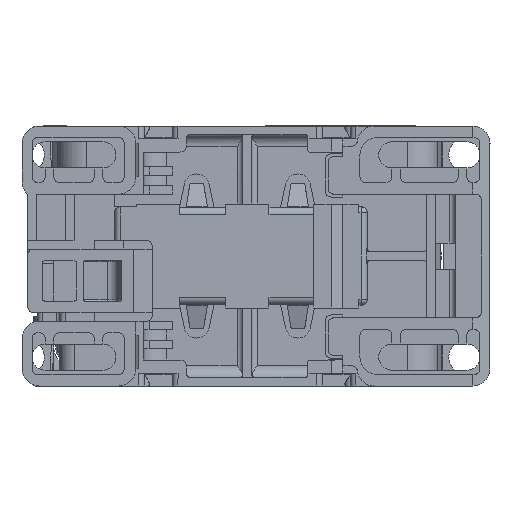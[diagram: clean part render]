
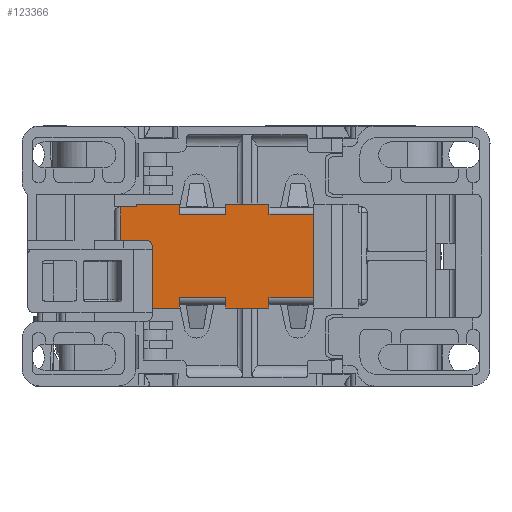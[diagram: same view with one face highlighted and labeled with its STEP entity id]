
A CAD part, front view. The second image highlights one B-rep face of the part: STEP entity #123366.
In plain terms, the highlighted planar face has unit normal (0, 1, 0).
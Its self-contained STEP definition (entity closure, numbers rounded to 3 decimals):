
#105649=DIRECTION('',(0.,0.,-1.));
#105650=VECTOR('',#105649,0.5);
#105651=CARTESIAN_POINT('',(43.935,-72.508,
-82.289));
#105652=LINE('',#105651,#105650);
#105656=CARTESIAN_POINT('',(45.735,-72.508,
-89.589));
#105657=DIRECTION('',(0.,1.,0.));
#105658=DIRECTION('',(0.,0.,1.));
#105659=AXIS2_PLACEMENT_3D('',#105656,#105657,#105658);
#105664=DIRECTION('',(1.,0.,0.));
#105665=VECTOR('',#105664,4.7);
#105666=CARTESIAN_POINT('',(46.735,-72.508,
-100.289));
#105667=LINE('',#105666,#105665);
#105671=DIRECTION('',(0.,0.,1.));
#105672=VECTOR('',#105671,1.75);
#105673=CARTESIAN_POINT('',(51.435,-72.508,
-100.289));
#105674=LINE('',#105673,#105672);
#105678=DIRECTION('',(0.,0.,-1.));
#105679=VECTOR('',#105678,1.75);
#105680=CARTESIAN_POINT('',(59.435,-72.508,
-98.539));
#105681=LINE('',#105680,#105679);
#105685=DIRECTION('',(0.,0.,1.));
#105686=VECTOR('',#105685,14.5);
#105687=CARTESIAN_POINT('',(74.685,-72.508,
-98.539));
#105688=LINE('',#105687,#105686);
#105692=DIRECTION('',(0.,0.,1.));
#105693=VECTOR('',#105692,1.75);
#105694=CARTESIAN_POINT('',(66.935,-72.508,
-84.039));
#105695=LINE('',#105694,#105693);
#105699=DIRECTION('',(-1.,0.,0.));
#105700=VECTOR('',#105699,7.5);
#105701=CARTESIAN_POINT('',(66.935,-72.508,
-82.289));
#105702=LINE('',#105701,#105700);
#105706=DIRECTION('',(0.,0.,1.));
#105707=VECTOR('',#105706,1.75);
#105708=CARTESIAN_POINT('',(51.435,-72.508,
-84.039));
#105709=LINE('',#105708,#105707);
#105713=DIRECTION('',(-1.,0.,0.));
#105714=VECTOR('',#105713,7.5);
#105715=CARTESIAN_POINT('',(51.435,-72.508,
-82.289));
#105716=LINE('',#105715,#105714);
#111516=DIRECTION('',(-1.,0.,0.));
#111517=VECTOR('',#111516,7.5);
#111518=CARTESIAN_POINT('',(66.935,-72.508,
-100.289));
#111519=LINE('',#111518,#111517);
#112115=DIRECTION('',(0.,0.,1.));
#112116=VECTOR('',#112115,10.7);
#112117=CARTESIAN_POINT('',(46.735,-72.508,
-100.289));
#112118=LINE('',#112117,#112116);
#112470=DIRECTION('',(-1.,0.,0.));
#112471=VECTOR('',#112470,8.);
#112472=CARTESIAN_POINT('',(59.435,-72.508,
-98.539));
#112473=LINE('',#112472,#112471);
#112635=DIRECTION('',(-1.,0.,0.));
#112636=VECTOR('',#112635,4.55);
#112637=CARTESIAN_POINT('',(45.735,-72.508,
-88.589));
#112638=LINE('',#112637,#112636);
#113662=DIRECTION('',(0.,0.,1.));
#113663=VECTOR('',#113662,5.8);
#113664=CARTESIAN_POINT('',(41.185,-72.508,
-88.589));
#113665=LINE('',#113664,#113663);
#113697=DIRECTION('',(1.,0.,0.));
#113698=VECTOR('',#113697,2.75);
#113699=CARTESIAN_POINT('',(41.185,-72.508,
-82.789));
#113700=LINE('',#113699,#113698);
#117399=DIRECTION('',(0.,0.,-1.));
#117400=VECTOR('',#117399,1.75);
#117401=CARTESIAN_POINT('',(66.935,-72.508,
-98.539));
#117402=LINE('',#117401,#117400);
#117427=DIRECTION('',(-1.,0.,0.));
#117428=VECTOR('',#117427,7.75);
#117429=CARTESIAN_POINT('',(74.685,-72.508,
-98.539));
#117430=LINE('',#117429,#117428);
#118183=DIRECTION('',(1.,0.,0.));
#118184=VECTOR('',#118183,7.75);
#118185=CARTESIAN_POINT('',(66.935,-72.508,
-84.039));
#118186=LINE('',#118185,#118184);
#120055=DIRECTION('',(0.,0.,1.));
#120056=VECTOR('',#120055,1.75);
#120057=CARTESIAN_POINT('',(59.435,-72.508,
-84.039));
#120058=LINE('',#120057,#120056);
#120076=DIRECTION('',(1.,0.,0.));
#120077=VECTOR('',#120076,8.);
#120078=CARTESIAN_POINT('',(51.435,-72.508,
-84.039));
#120079=LINE('',#120078,#120077);
#120582=CARTESIAN_POINT('',(66.935,-72.508,
-84.039));
#120583=CARTESIAN_POINT('',(66.935,-72.508,
-82.289));
#120584=VERTEX_POINT('',#120582);
#120585=VERTEX_POINT('',#120583);
#120588=CARTESIAN_POINT('',(43.935,-72.508,
-82.289));
#120589=CARTESIAN_POINT('',(43.935,-72.508,
-82.789));
#120590=VERTEX_POINT('',#120588);
#120591=VERTEX_POINT('',#120589);
#120592=CARTESIAN_POINT('',(41.185,-72.508,
-82.789));
#120593=VERTEX_POINT('',#120592);
#120594=CARTESIAN_POINT('',(41.185,-72.508,
-88.589));
#120595=VERTEX_POINT('',#120594);
#120596=CARTESIAN_POINT('',(45.735,-72.508,
-88.589));
#120597=VERTEX_POINT('',#120596);
#120598=CARTESIAN_POINT('',(46.735,-72.508,
-89.589));
#120599=VERTEX_POINT('',#120598);
#120600=CARTESIAN_POINT('',(46.735,-72.508,
-100.289));
#120601=VERTEX_POINT('',#120600);
#120602=CARTESIAN_POINT('',(51.435,-72.508,
-100.289));
#120603=VERTEX_POINT('',#120602);
#120604=CARTESIAN_POINT('',(51.435,-72.508,
-98.539));
#120605=VERTEX_POINT('',#120604);
#120606=CARTESIAN_POINT('',(59.435,-72.508,
-98.539));
#120607=VERTEX_POINT('',#120606);
#120608=CARTESIAN_POINT('',(59.435,-72.508,
-100.289));
#120609=VERTEX_POINT('',#120608);
#120610=CARTESIAN_POINT('',(66.935,-72.508,
-100.289));
#120611=VERTEX_POINT('',#120610);
#120612=CARTESIAN_POINT('',(66.935,-72.508,
-98.539));
#120613=VERTEX_POINT('',#120612);
#120614=CARTESIAN_POINT('',(74.685,-72.508,
-98.539));
#120615=VERTEX_POINT('',#120614);
#120616=CARTESIAN_POINT('',(74.685,-72.508,
-84.039));
#120617=VERTEX_POINT('',#120616);
#120618=CARTESIAN_POINT('',(59.435,-72.508,
-82.289));
#120619=VERTEX_POINT('',#120618);
#120620=CARTESIAN_POINT('',(59.435,-72.508,
-84.039));
#120621=VERTEX_POINT('',#120620);
#120622=CARTESIAN_POINT('',(51.435,-72.508,
-84.039));
#120623=VERTEX_POINT('',#120622);
#120624=CARTESIAN_POINT('',(51.435,-72.508,
-82.289));
#120625=VERTEX_POINT('',#120624);
#123318=CARTESIAN_POINT('',(57.935,-72.508,
-91.289));
#123319=DIRECTION('',(0.,1.,0.));
#123320=DIRECTION('',(0.,0.,1.));
#123321=AXIS2_PLACEMENT_3D('',#123318,#123319,#123320);
#123322=PLANE('',#123321);
#123324=ORIENTED_EDGE('',*,*,#123323,.T.);
#123326=ORIENTED_EDGE('',*,*,#123325,.F.);
#123328=ORIENTED_EDGE('',*,*,#123327,.F.);
#123330=ORIENTED_EDGE('',*,*,#123329,.F.);
#123332=ORIENTED_EDGE('',*,*,#123331,.T.);
#123334=ORIENTED_EDGE('',*,*,#123333,.F.);
#123336=ORIENTED_EDGE('',*,*,#123335,.T.);
#123338=ORIENTED_EDGE('',*,*,#123337,.T.);
#123340=ORIENTED_EDGE('',*,*,#123339,.F.);
#123342=ORIENTED_EDGE('',*,*,#123341,.T.);
#123344=ORIENTED_EDGE('',*,*,#123343,.F.);
#123346=ORIENTED_EDGE('',*,*,#123345,.F.);
#123348=ORIENTED_EDGE('',*,*,#123347,.F.);
#123350=ORIENTED_EDGE('',*,*,#123349,.T.);
#123352=ORIENTED_EDGE('',*,*,#123351,.F.);
#123353=ORIENTED_EDGE('',*,*,#123299,.T.);
#123355=ORIENTED_EDGE('',*,*,#123354,.T.);
#123357=ORIENTED_EDGE('',*,*,#123356,.F.);
#123359=ORIENTED_EDGE('',*,*,#123358,.F.);
#123361=ORIENTED_EDGE('',*,*,#123360,.T.);
#123363=ORIENTED_EDGE('',*,*,#123362,.T.);
#123364=EDGE_LOOP('',(#123324,#123326,#123328,#123330,#123332,#123334,#123336,
#123338,#123340,#123342,#123344,#123346,#123348,#123350,#123352,#123353,#123355,
#123357,#123359,#123361,#123363));
#123365=FACE_OUTER_BOUND('',#123364,.F.);
#105660=CIRCLE('',#105659,1.);
#123299=EDGE_CURVE('',#120584,#120585,#105695,.T.);
#123323=EDGE_CURVE('',#120590,#120591,#105652,.T.);
#123325=EDGE_CURVE('',#120593,#120591,#113700,.T.);
#123327=EDGE_CURVE('',#120595,#120593,#113665,.T.);
#123329=EDGE_CURVE('',#120597,#120595,#112638,.T.);
#123331=EDGE_CURVE('',#120597,#120599,#105660,.T.);
#123333=EDGE_CURVE('',#120601,#120599,#112118,.T.);
#123335=EDGE_CURVE('',#120601,#120603,#105667,.T.);
#123337=EDGE_CURVE('',#120603,#120605,#105674,.T.);
#123339=EDGE_CURVE('',#120607,#120605,#112473,.T.);
#123341=EDGE_CURVE('',#120607,#120609,#105681,.T.);
#123343=EDGE_CURVE('',#120611,#120609,#111519,.T.);
#123345=EDGE_CURVE('',#120613,#120611,#117402,.T.);
#123347=EDGE_CURVE('',#120615,#120613,#117430,.T.);
#123349=EDGE_CURVE('',#120615,#120617,#105688,.T.);
#123351=EDGE_CURVE('',#120584,#120617,#118186,.T.);
#123354=EDGE_CURVE('',#120585,#120619,#105702,.T.);
#123356=EDGE_CURVE('',#120621,#120619,#120058,.T.);
#123358=EDGE_CURVE('',#120623,#120621,#120079,.T.);
#123360=EDGE_CURVE('',#120623,#120625,#105709,.T.);
#123362=EDGE_CURVE('',#120625,#120590,#105716,.T.);
#123366=ADVANCED_FACE('',(#123365),#123322,.T.);
